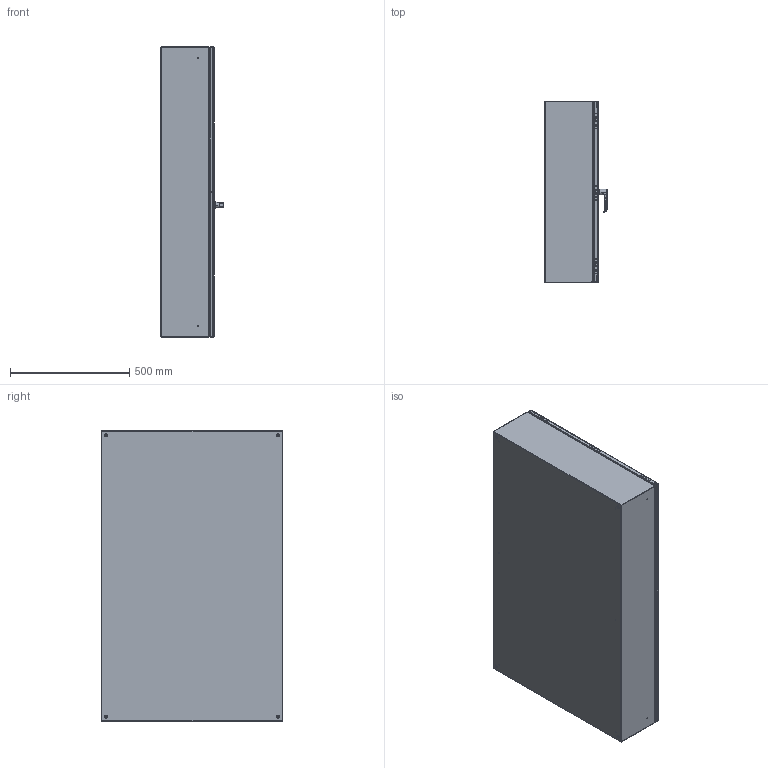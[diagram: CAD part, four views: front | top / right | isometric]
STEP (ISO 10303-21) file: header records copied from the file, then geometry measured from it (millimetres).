
FILE_DESCRIPTION (( 'STEP AP214' ), '1' );
FILE_NAME ('EN4TD30488GY.STEP', '2019-09-09T18:18:17', ( '' ), ( '' ), 'SwSTEP 2.0', 'SolidWorks 2018', '' );
FILE_SCHEMA (( 'AUTOMOTIVE_DESIGN' ));
Length unit declared in the file: inch
Products named in the file (1): EN4TD30488GY
Bounding box: 263.45 x 762 x 1219.2 mm (x, y, z)
Volume: 6167831 mm3; surface area: 6351565.3 mm2
Topology: 85 solids, 85 shells, 2139 faces, 5060 edges, 3163 vertices
Faces by surface type: plane 955, cylinder 790, bspline 282, torus 76, cone 36
Entity records: 119780 total; most frequent: CARTESIAN_POINT 43204, ORIENTED_EDGE 10030, DIRECTION 9597, EDGE_CURVE 5015, AXIS2_PLACEMENT_3D 3448, VERTEX_POINT 3163, LINE 2701, VECTOR 2701
